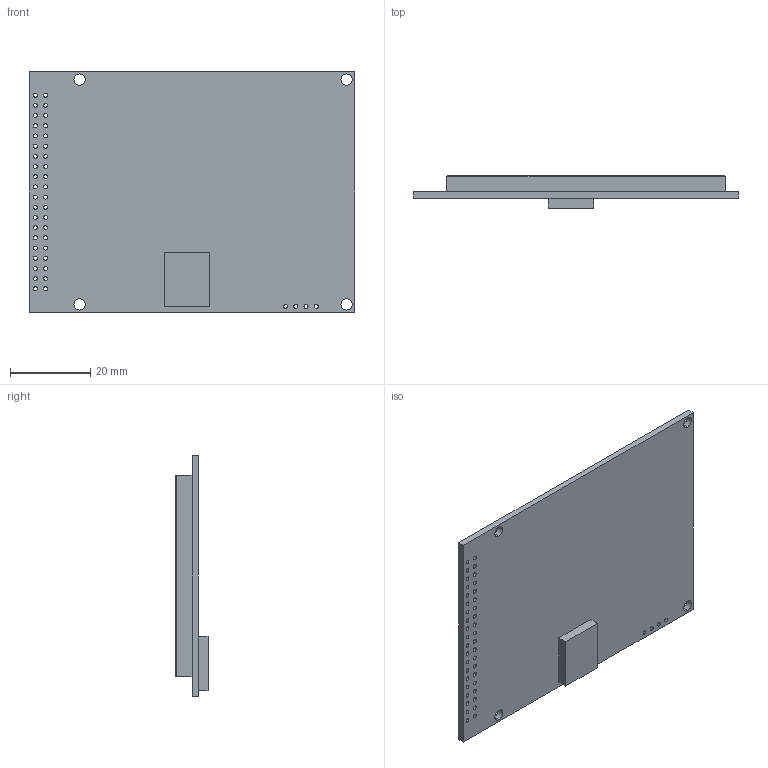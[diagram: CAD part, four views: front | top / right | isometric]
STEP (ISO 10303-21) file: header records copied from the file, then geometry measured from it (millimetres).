
FILE_DESCRIPTION (( 'STEP AP214' ), '1' );
FILE_NAME ('ER-TFTM028-4.STEP', '2019-04-20T05:02:50', ( '' ), ( '' ), 'SwSTEP 2.0', 'SolidWorks 2019', '' );
FILE_SCHEMA (( 'AUTOMOTIVE_DESIGN' ));
Length unit declared in the file: millimetre
Products named in the file (2): ER-TFTM028-4
Bounding box: 81 x 8 x 60 mm (x, y, z)
Volume: 21159.4 mm3; surface area: 11442 mm2
Topology: 1 solids, 1 shells, 121 faces, 344 edges, 228 vertices
Faces by surface type: cylinder 100, plane 21
Entity records: 4455 total; most frequent: DIRECTION 778, CARTESIAN_POINT 707, ORIENTED_EDGE 688, EDGE_CURVE 344, AXIS2_PLACEMENT_3D 315, VERTEX_POINT 228, EDGE_LOOP 220, CIRCLE 192
